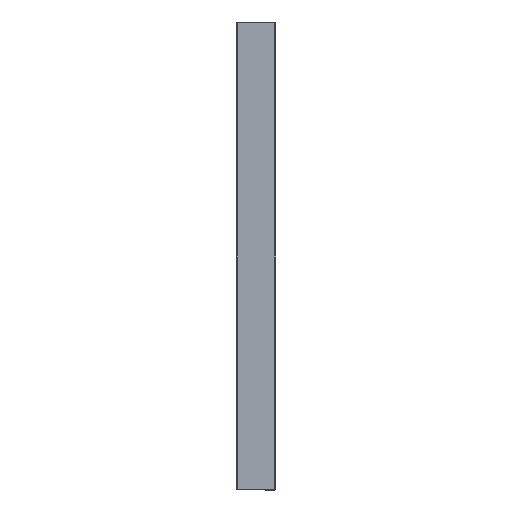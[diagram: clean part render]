
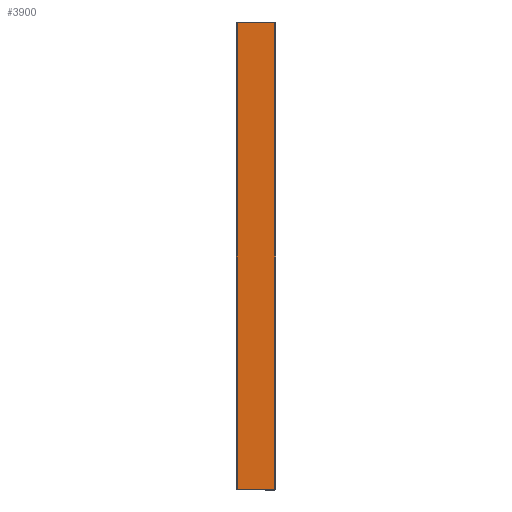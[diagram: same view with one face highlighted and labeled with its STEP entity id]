
A CAD part, left-side view. The second image highlights one B-rep face of the part: STEP entity #3900.
In plain terms, the highlighted face is planar.
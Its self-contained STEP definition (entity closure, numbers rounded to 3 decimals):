
#460 = CARTESIAN_POINT ( 'NONE',  ( 595., 0., 48. ) ) ;
#565 = VECTOR ( 'NONE', #8241, 1000. ) ;
#739 = ORIENTED_EDGE ( 'NONE', *, *, #5784, .T. ) ;
#755 = DIRECTION ( 'NONE',  ( 0., 0., 1. ) ) ;
#937 = VERTEX_POINT ( 'NONE', #7718 ) ;
#1330 = EDGE_CURVE ( 'NONE', #3520, #7329, #8189, .T. ) ;
#1444 = EDGE_LOOP ( 'NONE', ( #4187, #5687, #6968, #739 ) ) ;
#1609 = AXIS2_PLACEMENT_3D ( 'NONE', #6754, #3867, #755 ) ;
#2160 = CARTESIAN_POINT ( 'NONE',  ( 595., 0., 48. ) ) ;
#2539 = VECTOR ( 'NONE', #8039, 1000. ) ;
#2684 = EDGE_CURVE ( 'NONE', #4615, #3520, #6752, .T. ) ;
#3133 = CARTESIAN_POINT ( 'NONE',  ( -595., 0., 50. ) ) ;
#3134 = PLANE ( 'NONE',  #1609 ) ;
#3191 = DIRECTION ( 'NONE',  ( 0., 0., 1. ) ) ;
#3288 = CARTESIAN_POINT ( 'NONE',  ( -595., 0., -48. ) ) ;
#3520 = VERTEX_POINT ( 'NONE', #4655 ) ;
#3579 = LINE ( 'NONE', #2160, #2539 ) ;
#3867 = DIRECTION ( 'NONE',  ( 0., 1., 0. ) ) ;
#3900 = ADVANCED_FACE ( 'NONE', ( #6704 ), #3134, .T. ) ;
#4043 = VECTOR ( 'NONE', #8776, 1000. ) ;
#4187 = ORIENTED_EDGE ( 'NONE', *, *, #2684, .T. ) ;
#4243 = VECTOR ( 'NONE', #3191, 1000. ) ;
#4615 = VERTEX_POINT ( 'NONE', #460 ) ;
#4655 = CARTESIAN_POINT ( 'NONE',  ( 595., 0., -48. ) ) ;
#5687 = ORIENTED_EDGE ( 'NONE', *, *, #1330, .T. ) ;
#5784 = EDGE_CURVE ( 'NONE', #937, #4615, #3579, .T. ) ;
#5973 = CARTESIAN_POINT ( 'NONE',  ( 595., 0., 50. ) ) ;
#5989 = EDGE_CURVE ( 'NONE', #7329, #937, #7463, .T. ) ;
#6704 = FACE_OUTER_BOUND ( 'NONE', #1444, .T. ) ;
#6752 = LINE ( 'NONE', #5973, #565 ) ;
#6754 = CARTESIAN_POINT ( 'NONE',  ( 0., 0., 0. ) ) ;
#6968 = ORIENTED_EDGE ( 'NONE', *, *, #5989, .T. ) ;
#7329 = VERTEX_POINT ( 'NONE', #3288 ) ;
#7463 = LINE ( 'NONE', #3133, #4243 ) ;
#7718 = CARTESIAN_POINT ( 'NONE',  ( -595., 0., 48. ) ) ;
#8039 = DIRECTION ( 'NONE',  ( 1., 0., 0. ) ) ;
#8189 = LINE ( 'NONE', #8248, #4043 ) ;
#8241 = DIRECTION ( 'NONE',  ( 0., 0., -1. ) ) ;
#8248 = CARTESIAN_POINT ( 'NONE',  ( -595., 0., -48. ) ) ;
#8776 = DIRECTION ( 'NONE',  ( -1., 0., 0. ) ) ;
